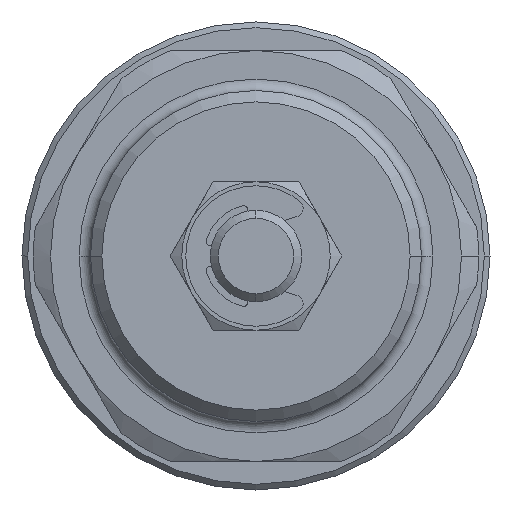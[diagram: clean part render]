
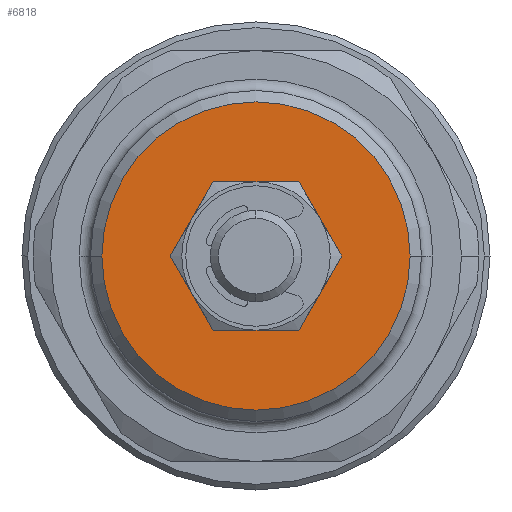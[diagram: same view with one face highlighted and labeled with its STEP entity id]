
A CAD part, left-side view. The second image highlights one B-rep face of the part: STEP entity #6818.
In plain terms, the highlighted planar face has unit normal (-1, 0, 0).
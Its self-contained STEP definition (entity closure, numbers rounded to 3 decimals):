
#17 = CIRCLE ( 'NONE', #4299, 6.5 ) ;
#119 = DIRECTION ( 'NONE',  ( 0., 0., -1. ) ) ;
#205 = DIRECTION ( 'NONE',  ( 0., -1., 0. ) ) ;
#374 = EDGE_CURVE ( 'NONE', #5023, #4748, #2991, .T. ) ;
#643 = DIRECTION ( 'NONE',  ( 1., 0., 0. ) ) ;
#715 = CARTESIAN_POINT ( 'NONE',  ( -18., 0., -13.5 ) ) ;
#791 = DIRECTION ( 'NONE',  ( -1., 0., 0. ) ) ;
#962 = CARTESIAN_POINT ( 'NONE',  ( -18., 0., 6.5 ) ) ;
#1163 = DIRECTION ( 'NONE',  ( -1., 0., 0. ) ) ;
#1225 = CIRCLE ( 'NONE', #5125, 13.5 ) ;
#1421 = VERTEX_POINT ( 'NONE', #4291 ) ;
#2018 = EDGE_CURVE ( 'NONE', #1421, #4925, #2597, .T. ) ;
#2419 = ORIENTED_EDGE ( 'NONE', *, *, #374, .T. ) ;
#2597 = CIRCLE ( 'NONE', #5685, 13.5 ) ;
#2690 = CARTESIAN_POINT ( 'NONE',  ( -18., 0., 0. ) ) ;
#2715 = EDGE_LOOP ( 'NONE', ( #6182, #5460 ) ) ;
#2991 = CIRCLE ( 'NONE', #5647, 6.5 ) ;
#3054 = ORIENTED_EDGE ( 'NONE', *, *, #3074, .T. ) ;
#3074 = EDGE_CURVE ( 'NONE', #4748, #5023, #17, .T. ) ;
#3220 = DIRECTION ( 'NONE',  ( 0., 0., -1. ) ) ;
#3359 = DIRECTION ( 'NONE',  ( 1., 0., 0. ) ) ;
#3896 = EDGE_LOOP ( 'NONE', ( #2419, #3054 ) ) ;
#3963 = CARTESIAN_POINT ( 'NONE',  ( -18., 0., 0. ) ) ;
#4049 = FACE_OUTER_BOUND ( 'NONE', #2715, .T. ) ;
#4291 = CARTESIAN_POINT ( 'NONE',  ( -18., -13.5, 0. ) ) ;
#4299 = AXIS2_PLACEMENT_3D ( 'NONE', #2690, #6425, #3220 ) ;
#4353 = CARTESIAN_POINT ( 'NONE',  ( -18., 0., 0. ) ) ;
#4368 = CARTESIAN_POINT ( 'NONE',  ( -18., 0., 0. ) ) ;
#4506 = DIRECTION ( 'NONE',  ( 0., 1., 0. ) ) ;
#4748 = VERTEX_POINT ( 'NONE', #5953 ) ;
#4884 = DIRECTION ( 'NONE',  ( 0., 1., 0. ) ) ;
#4925 = VERTEX_POINT ( 'NONE', #6742 ) ;
#5023 = VERTEX_POINT ( 'NONE', #962 ) ;
#5125 = AXIS2_PLACEMENT_3D ( 'NONE', #4353, #1163, #4884 ) ;
#5460 = ORIENTED_EDGE ( 'NONE', *, *, #6293, .T. ) ;
#5647 = AXIS2_PLACEMENT_3D ( 'NONE', #4368, #643, #119 ) ;
#5685 = AXIS2_PLACEMENT_3D ( 'NONE', #3963, #791, #4506 ) ;
#5953 = CARTESIAN_POINT ( 'NONE',  ( -18., 0., -6.5 ) ) ;
#6182 = ORIENTED_EDGE ( 'NONE', *, *, #2018, .T. ) ;
#6279 = AXIS2_PLACEMENT_3D ( 'NONE', #715, #3359, #205 ) ;
#6293 = EDGE_CURVE ( 'NONE', #4925, #1421, #1225, .T. ) ;
#6425 = DIRECTION ( 'NONE',  ( 1., 0., 0. ) ) ;
#6565 = PLANE ( 'NONE',  #6279 ) ;
#6742 = CARTESIAN_POINT ( 'NONE',  ( -18., 13.5, 0. ) ) ;
#6818 = ADVANCED_FACE ( 'NONE', ( #6872, #4049 ), #6565, .F. ) ;
#6872 = FACE_BOUND ( 'NONE', #3896, .T. ) ;
